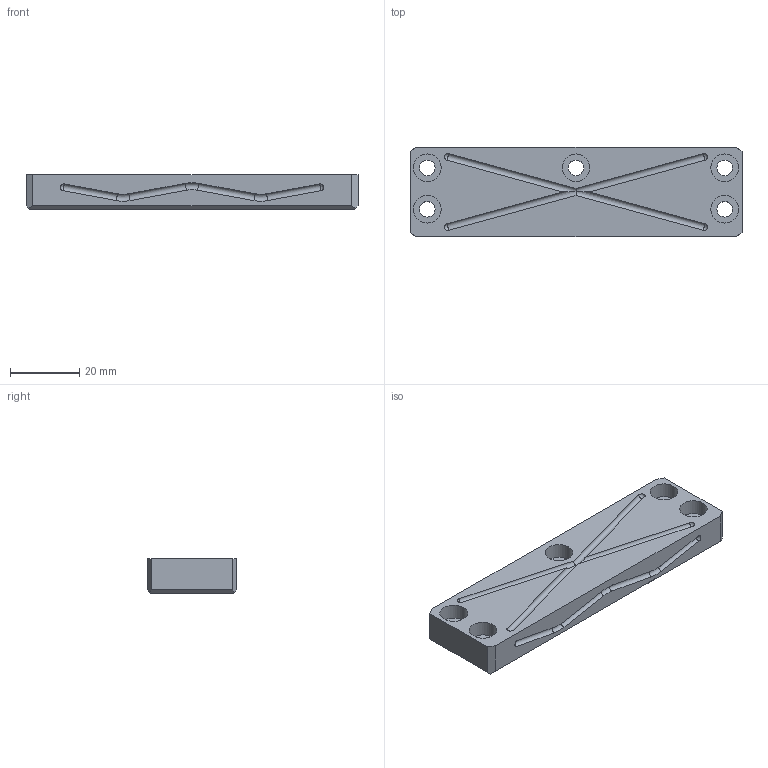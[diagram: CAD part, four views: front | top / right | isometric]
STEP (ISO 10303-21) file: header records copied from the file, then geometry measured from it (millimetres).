
FILE_DESCRIPTION(('STEP AP214'),'1');
FILE_NAME('hrungsleiste_Z.stp','2023-08-01T12:06:04',(' '),(' '),'Spatial InterOp 3D',' ',' ');
FILE_SCHEMA(('AUTOMOTIVE_DESIGN { 1 0 10303 214 1 1 1 1 }'));
Length unit declared in the file: millimetre
Products named in the file (1): 1689051633
Bounding box: 96 x 26 x 10 mm (x, y, z)
Volume: 22867.8 mm3; surface area: 8307.3 mm2
Topology: 1 solids, 1 shells, 48 faces, 124 edges, 81 vertices
Faces by surface type: plane 21, cylinder 18, sphere 4, torus 3, bspline 2
Full cylindrical faces by diameter (mm): 4.5 x5, 8 x5
Entity records: 2367 total; most frequent: CARTESIAN_POINT 263, DIRECTION 254, ORIENTED_EDGE 212, STYLED_ITEM 156, PRESENTATION_STYLE_ASSIGNMENT 156, COLOUR_RGB 156, CURVE_STYLE 107, DRAUGHTING_PRE_DEFINED_CURVE_FONT 107
